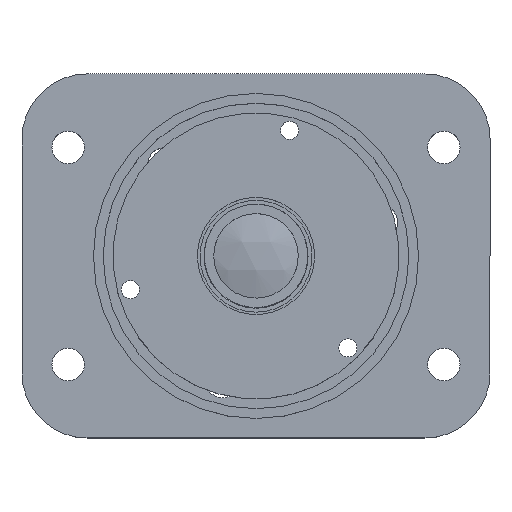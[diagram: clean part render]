
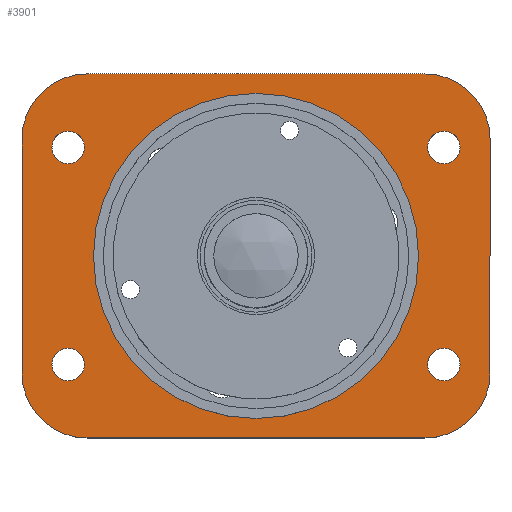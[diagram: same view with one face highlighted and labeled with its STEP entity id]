
A CAD part, top view. The second image highlights one B-rep face of the part: STEP entity #3901.
In plain terms, the highlighted planar face has unit normal (0, 0, 1).
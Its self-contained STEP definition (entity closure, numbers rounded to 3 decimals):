
#157 = EDGE_CURVE ( 'NONE', #6445, #3757, #1117, .T. ) ;
#209 = CIRCLE ( 'NONE', #1783, 5. ) ;
#264 = EDGE_CURVE ( 'NONE', #2574, #2574, #6581, .T. ) ;
#326 = CARTESIAN_POINT ( 'NONE',  ( 0., 0., 11.7 ) ) ;
#360 = CARTESIAN_POINT ( 'NONE',  ( 18., 9., 11.7 ) ) ;
#666 = CIRCLE ( 'NONE', #5951, 1.25 ) ;
#668 = VECTOR ( 'NONE', #6806, 1000. ) ;
#734 = VERTEX_POINT ( 'NONE', #2268 ) ;
#736 = LINE ( 'NONE', #3450, #2264 ) ;
#753 = CARTESIAN_POINT ( 'NONE',  ( -18., 14., 11.7 ) ) ;
#799 = EDGE_CURVE ( 'NONE', #2238, #2238, #1025, .T. ) ;
#918 = VECTOR ( 'NONE', #1822, 1000. ) ;
#930 = DIRECTION ( 'NONE',  ( 1., 0., 0. ) ) ;
#1025 = CIRCLE ( 'NONE', #4863, 1.25 ) ;
#1040 = CIRCLE ( 'NONE', #6712, 1.25 ) ;
#1057 = EDGE_CURVE ( 'NONE', #1311, #5367, #736, .T. ) ;
#1064 = ORIENTED_EDGE ( 'NONE', *, *, #157, .T. ) ;
#1117 = LINE ( 'NONE', #753, #918 ) ;
#1138 = CARTESIAN_POINT ( 'NONE',  ( 13., -9., 11.7 ) ) ;
#1174 = CARTESIAN_POINT ( 'NONE',  ( 18., 14., 11.7 ) ) ;
#1229 = CARTESIAN_POINT ( 'NONE',  ( 12.5, 0., 11.7 ) ) ;
#1311 = VERTEX_POINT ( 'NONE', #4881 ) ;
#1326 = FACE_BOUND ( 'NONE', #4604, .T. ) ;
#1346 = CARTESIAN_POINT ( 'NONE',  ( 13., 9., 11.7 ) ) ;
#1543 = VERTEX_POINT ( 'NONE', #4446 ) ;
#1622 = EDGE_CURVE ( 'NONE', #5367, #2859, #209, .T. ) ;
#1702 = DIRECTION ( 'NONE',  ( 1., 0., 0. ) ) ;
#1729 = DIRECTION ( 'NONE',  ( 0., 0., 1. ) ) ;
#1783 = AXIS2_PLACEMENT_3D ( 'NONE', #1138, #5091, #1702 ) ;
#1821 = CARTESIAN_POINT ( 'NONE',  ( -13.2, -8.35, 11.7 ) ) ;
#1822 = DIRECTION ( 'NONE',  ( -1., 0., 0. ) ) ;
#1844 = EDGE_CURVE ( 'NONE', #2045, #2045, #1040, .T. ) ;
#1896 = CIRCLE ( 'NONE', #2733, 5. ) ;
#1919 = DIRECTION ( 'NONE',  ( 1., 0., 0. ) ) ;
#2045 = VERTEX_POINT ( 'NONE', #1821 ) ;
#2100 = DIRECTION ( 'NONE',  ( 0., 0., 1. ) ) ;
#2226 = EDGE_LOOP ( 'NONE', ( #5777 ) ) ;
#2238 = VERTEX_POINT ( 'NONE', #4062 ) ;
#2264 = VECTOR ( 'NONE', #6272, 1000. ) ;
#2268 = CARTESIAN_POINT ( 'NONE',  ( -18., 9., 11.7 ) ) ;
#2308 = VECTOR ( 'NONE', #2477, 1000. ) ;
#2477 = DIRECTION ( 'NONE',  ( 0., -1., 0. ) ) ;
#2521 = CARTESIAN_POINT ( 'NONE',  ( -13., 14., 11.7 ) ) ;
#2549 = DIRECTION ( 'NONE',  ( 0., 0., 1. ) ) ;
#2555 = CARTESIAN_POINT ( 'NONE',  ( 14.45, 8.35, 11.7 ) ) ;
#2574 = VERTEX_POINT ( 'NONE', #1229 ) ;
#2578 = DIRECTION ( 'NONE',  ( 0., 0., 1. ) ) ;
#2619 = EDGE_CURVE ( 'NONE', #2859, #6307, #6686, .T. ) ;
#2652 = ORIENTED_EDGE ( 'NONE', *, *, #5543, .T. ) ;
#2733 = AXIS2_PLACEMENT_3D ( 'NONE', #5937, #2549, #6508 ) ;
#2783 = CARTESIAN_POINT ( 'NONE',  ( -18., -9., 11.7 ) ) ;
#2848 = FACE_BOUND ( 'NONE', #7238, .T. ) ;
#2859 = VERTEX_POINT ( 'NONE', #4791 ) ;
#2900 = EDGE_CURVE ( 'NONE', #3757, #734, #1896, .T. ) ;
#2944 = DIRECTION ( 'NONE',  ( 0., 0., 1. ) ) ;
#3015 = FACE_BOUND ( 'NONE', #6192, .T. ) ;
#3039 = DIRECTION ( 'NONE',  ( 0., 0., 1. ) ) ;
#3126 = DIRECTION ( 'NONE',  ( 1., 0., 0. ) ) ;
#3296 = ORIENTED_EDGE ( 'NONE', *, *, #6012, .F. ) ;
#3450 = CARTESIAN_POINT ( 'NONE',  ( -18., -14., 11.7 ) ) ;
#3502 = ORIENTED_EDGE ( 'NONE', *, *, #5316, .F. ) ;
#3718 = DIRECTION ( 'NONE',  ( 0., 0., 1. ) ) ;
#3757 = VERTEX_POINT ( 'NONE', #2521 ) ;
#3812 = AXIS2_PLACEMENT_3D ( 'NONE', #6967, #3039, #6992 ) ;
#3901 = ADVANCED_FACE ( 'NONE', ( #4359, #3015, #2848, #1326, #7183, #4537 ), #6419, .T. ) ;
#3909 = CARTESIAN_POINT ( 'NONE',  ( 13., 14., 11.7 ) ) ;
#3944 = ORIENTED_EDGE ( 'NONE', *, *, #1844, .F. ) ;
#3996 = AXIS2_PLACEMENT_3D ( 'NONE', #326, #3718, #930 ) ;
#4045 = CIRCLE ( 'NONE', #5478, 1.25 ) ;
#4057 = ORIENTED_EDGE ( 'NONE', *, *, #4708, .T. ) ;
#4062 = CARTESIAN_POINT ( 'NONE',  ( 15.7, -8.35, 11.7 ) ) ;
#4104 = ORIENTED_EDGE ( 'NONE', *, *, #1622, .T. ) ;
#4188 = VERTEX_POINT ( 'NONE', #6702 ) ;
#4215 = VERTEX_POINT ( 'NONE', #2783 ) ;
#4359 = FACE_BOUND ( 'NONE', #2226, .T. ) ;
#4446 = CARTESIAN_POINT ( 'NONE',  ( 15.7, 8.35, 11.7 ) ) ;
#4537 = FACE_OUTER_BOUND ( 'NONE', #4975, .T. ) ;
#4542 = EDGE_CURVE ( 'NONE', #734, #4215, #4969, .T. ) ;
#4604 = EDGE_LOOP ( 'NONE', ( #3944 ) ) ;
#4708 = EDGE_CURVE ( 'NONE', #4215, #1311, #6114, .T. ) ;
#4785 = ORIENTED_EDGE ( 'NONE', *, *, #799, .F. ) ;
#4791 = CARTESIAN_POINT ( 'NONE',  ( 18., -9., 11.7 ) ) ;
#4842 = CARTESIAN_POINT ( 'NONE',  ( 13., -14., 11.7 ) ) ;
#4863 = AXIS2_PLACEMENT_3D ( 'NONE', #5479, #2100, #6048 ) ;
#4881 = CARTESIAN_POINT ( 'NONE',  ( -13., -14., 11.7 ) ) ;
#4969 = LINE ( 'NONE', #5838, #2308 ) ;
#4975 = EDGE_LOOP ( 'NONE', ( #5610, #2652, #1064, #5414, #6050, #4057, #5794, #4104 ) ) ;
#5091 = DIRECTION ( 'NONE',  ( 0., 0., 1. ) ) ;
#5124 = CARTESIAN_POINT ( 'NONE',  ( -14.45, 8.35, 11.7 ) ) ;
#5308 = DIRECTION ( 'NONE',  ( 0., 0., 1. ) ) ;
#5316 = EDGE_CURVE ( 'NONE', #1543, #1543, #4045, .T. ) ;
#5367 = VERTEX_POINT ( 'NONE', #4842 ) ;
#5379 = AXIS2_PLACEMENT_3D ( 'NONE', #5963, #2578, #6533 ) ;
#5414 = ORIENTED_EDGE ( 'NONE', *, *, #2900, .T. ) ;
#5478 = AXIS2_PLACEMENT_3D ( 'NONE', #2555, #6515, #3126 ) ;
#5479 = CARTESIAN_POINT ( 'NONE',  ( 14.45, -8.35, 11.7 ) ) ;
#5543 = EDGE_CURVE ( 'NONE', #6307, #6445, #5800, .T. ) ;
#5610 = ORIENTED_EDGE ( 'NONE', *, *, #2619, .T. ) ;
#5651 = EDGE_LOOP ( 'NONE', ( #3296 ) ) ;
#5680 = DIRECTION ( 'NONE',  ( 1., 0., 0. ) ) ;
#5710 = AXIS2_PLACEMENT_3D ( 'NONE', #1346, #5308, #1919 ) ;
#5777 = ORIENTED_EDGE ( 'NONE', *, *, #264, .F. ) ;
#5794 = ORIENTED_EDGE ( 'NONE', *, *, #1057, .T. ) ;
#5800 = CIRCLE ( 'NONE', #5710, 5. ) ;
#5838 = CARTESIAN_POINT ( 'NONE',  ( -18., 14., 11.7 ) ) ;
#5937 = CARTESIAN_POINT ( 'NONE',  ( -13., 9., 11.7 ) ) ;
#5951 = AXIS2_PLACEMENT_3D ( 'NONE', #5124, #1729, #5680 ) ;
#5963 = CARTESIAN_POINT ( 'NONE',  ( -13., -9., 11.7 ) ) ;
#6012 = EDGE_CURVE ( 'NONE', #4188, #4188, #666, .T. ) ;
#6048 = DIRECTION ( 'NONE',  ( 1., 0., 0. ) ) ;
#6050 = ORIENTED_EDGE ( 'NONE', *, *, #4542, .T. ) ;
#6114 = CIRCLE ( 'NONE', #5379, 5. ) ;
#6192 = EDGE_LOOP ( 'NONE', ( #3502 ) ) ;
#6272 = DIRECTION ( 'NONE',  ( 1., 0., 0. ) ) ;
#6307 = VERTEX_POINT ( 'NONE', #360 ) ;
#6324 = CARTESIAN_POINT ( 'NONE',  ( -14.45, -8.35, 11.7 ) ) ;
#6419 = PLANE ( 'NONE',  #3812 ) ;
#6445 = VERTEX_POINT ( 'NONE', #3909 ) ;
#6508 = DIRECTION ( 'NONE',  ( 1., 0., 0. ) ) ;
#6515 = DIRECTION ( 'NONE',  ( 0., 0., 1. ) ) ;
#6533 = DIRECTION ( 'NONE',  ( 1., 0., 0. ) ) ;
#6581 = CIRCLE ( 'NONE', #3996, 12.5 ) ;
#6686 = LINE ( 'NONE', #1174, #668 ) ;
#6702 = CARTESIAN_POINT ( 'NONE',  ( -13.2, 8.35, 11.7 ) ) ;
#6712 = AXIS2_PLACEMENT_3D ( 'NONE', #6324, #2944, #6890 ) ;
#6806 = DIRECTION ( 'NONE',  ( 0., 1., 0. ) ) ;
#6890 = DIRECTION ( 'NONE',  ( 1., 0., 0. ) ) ;
#6967 = CARTESIAN_POINT ( 'NONE',  ( 0., 0., 11.7 ) ) ;
#6992 = DIRECTION ( 'NONE',  ( 1., 0., 0. ) ) ;
#7183 = FACE_BOUND ( 'NONE', #5651, .T. ) ;
#7238 = EDGE_LOOP ( 'NONE', ( #4785 ) ) ;
